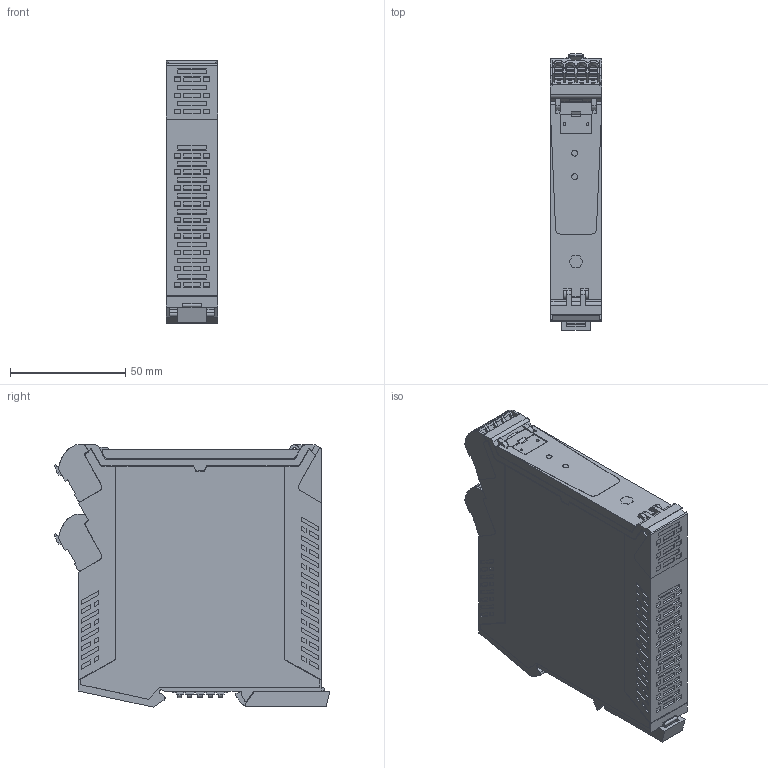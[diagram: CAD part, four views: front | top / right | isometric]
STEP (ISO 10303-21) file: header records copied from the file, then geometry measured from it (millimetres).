
FILE_DESCRIPTION(('CATIA V5 STEP Exchange','CAx-IF Rec.Pracs.--- Model Styling and Organization---1.4--- 2014-01-23'),'2;1');
FILE_NAME ('11052351_4', '2019-01-18T07:36:42+00:00', ('none'), ('Weidmueller'), 'CATIA Version 5-6 Release 2016 SP3 HF44', 'CATIA V5 STEP AP214', 'none');
FILE_SCHEMA(('AUTOMOTIVE_DESIGN { 1 0 10303 214 1 1 1 1 }'));
Products named in the file (1): S3D_ACT20_FEED_IN_PRO_P
Bounding box: 22.5 x 119.85 x 114.03 mm (x, y, z)
Volume: 258083.4 mm3; surface area: 54659.9 mm2
Topology: 27 solids, 27 shells, 2002 faces, 5782 edges, 3995 vertices
Faces by surface type: plane 1639, cylinder 245, cone 48, extrusion 46, torus 16, sphere 8
Entity records: 63931 total; most frequent: CARTESIAN_POINT 13799, ORIENTED_EDGE 11552, DIRECTION 7308, EDGE_CURVE 5776, VECTOR 4574, LINE 4528, VERTEX_POINT 3995, EDGE_LOOP 2191
